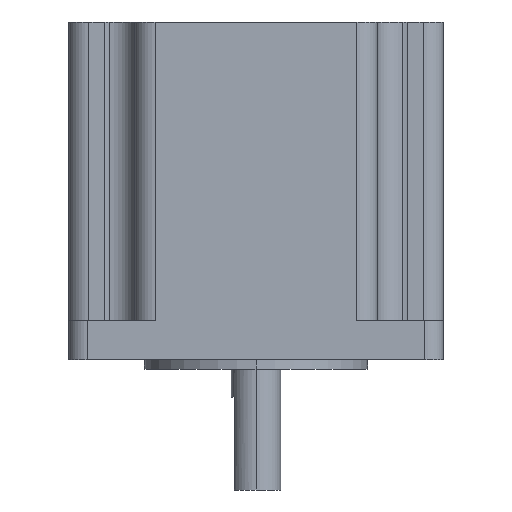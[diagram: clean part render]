
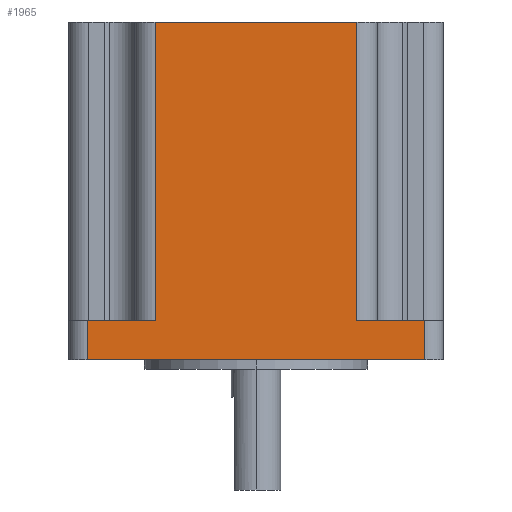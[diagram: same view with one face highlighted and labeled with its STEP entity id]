
A CAD part, left-side view. The second image highlights one B-rep face of the part: STEP entity #1965.
In plain terms, the highlighted planar face has unit normal (-1, 0, 0).
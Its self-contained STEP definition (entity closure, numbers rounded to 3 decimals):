
#176 = VERTEX_POINT ( 'NONE', #638 ) ;
#185 = VERTEX_POINT ( 'NONE', #519 ) ;
#194 = VERTEX_POINT ( 'NONE', #524 ) ;
#206 = VERTEX_POINT ( 'NONE', #580 ) ;
#216 = VERTEX_POINT ( 'NONE', #672 ) ;
#217 = VERTEX_POINT ( 'NONE', #680 ) ;
#254 = EDGE_LOOP ( 'NONE', ( #316, #314, #315, #313, #311, #312, #310, #308 ) ) ;
#308 = ORIENTED_EDGE ( 'NONE', *, *, #795, .T. ) ;
#310 = ORIENTED_EDGE ( 'NONE', *, *, #793, .F. ) ;
#311 = ORIENTED_EDGE ( 'NONE', *, *, #1569, .T. ) ;
#312 = ORIENTED_EDGE ( 'NONE', *, *, #1541, .F. ) ;
#313 = ORIENTED_EDGE ( 'NONE', *, *, #1528, .T. ) ;
#314 = ORIENTED_EDGE ( 'NONE', *, *, #790, .T. ) ;
#315 = ORIENTED_EDGE ( 'NONE', *, *, #792, .F. ) ;
#316 = ORIENTED_EDGE ( 'NONE', *, *, #791, .F. ) ;
#472 = VECTOR ( 'NONE', #1337, 1000. ) ;
#487 = VECTOR ( 'NONE', #555, 1000. ) ;
#491 = VECTOR ( 'NONE', #572, 1000. ) ;
#494 = VECTOR ( 'NONE', #570, 1000. ) ;
#498 = VECTOR ( 'NONE', #567, 1000. ) ;
#519 = CARTESIAN_POINT ( 'NONE',  ( -30.25, 16.275, 54.5 ) ) ;
#524 = CARTESIAN_POINT ( 'NONE',  ( -30.25, -16.275, 54.5 ) ) ;
#555 = DIRECTION ( 'NONE',  ( 0., 0., 1. ) ) ;
#567 = DIRECTION ( 'NONE',  ( 0., -1., 0. ) ) ;
#568 = CARTESIAN_POINT ( 'NONE',  ( -30.25, -19.575, 6.3 ) ) ;
#569 = CARTESIAN_POINT ( 'NONE',  ( -30.25, 27.25, 6.3 ) ) ;
#570 = DIRECTION ( 'NONE',  ( 0., -1., 0. ) ) ;
#572 = DIRECTION ( 'NONE',  ( 0., -1., 0. ) ) ;
#580 = CARTESIAN_POINT ( 'NONE',  ( -30.25, -27.25, 6.3 ) ) ;
#581 = DIRECTION ( 'NONE',  ( 0., 0., -1. ) ) ;
#585 = CARTESIAN_POINT ( 'NONE',  ( -30.25, 27.25, 54.5 ) ) ;
#595 = CARTESIAN_POINT ( 'NONE',  ( -30.25, -27.25, 0. ) ) ;
#609 = CARTESIAN_POINT ( 'NONE',  ( -30.25, 16.275, 54.5 ) ) ;
#622 = CARTESIAN_POINT ( 'NONE',  ( -30.25, -16.275, 54.5 ) ) ;
#638 = CARTESIAN_POINT ( 'NONE',  ( -30.25, 27.25, 0. ) ) ;
#666 = CARTESIAN_POINT ( 'NONE',  ( -30.25, 16.275, 6.3 ) ) ;
#672 = CARTESIAN_POINT ( 'NONE',  ( -30.25, 27.25, 6.3 ) ) ;
#680 = CARTESIAN_POINT ( 'NONE',  ( -30.25, -16.275, 6.3 ) ) ;
#714 = VERTEX_POINT ( 'NONE', #666 ) ;
#746 = VERTEX_POINT ( 'NONE', #595 ) ;
#790 = EDGE_CURVE ( 'NONE', #185, #714, #1162, .T. ) ;
#791 = EDGE_CURVE ( 'NONE', #185, #194, #1163, .T. ) ;
#792 = EDGE_CURVE ( 'NONE', #216, #714, #1164, .T. ) ;
#793 = EDGE_CURVE ( 'NONE', #217, #206, #1165, .T. ) ;
#795 = EDGE_CURVE ( 'NONE', #217, #194, #1167, .T. ) ;
#825 = DIRECTION ( 'NONE',  ( 0., 1., 0. ) ) ;
#826 = DIRECTION ( 'NONE',  ( 1., 0., 0. ) ) ;
#827 = CARTESIAN_POINT ( 'NONE',  ( -30.25, 27.25, 54.5 ) ) ;
#828 = PLANE ( 'NONE',  #1883 ) ;
#1162 = LINE ( 'NONE', #609, #1765 ) ;
#1163 = LINE ( 'NONE', #585, #491 ) ;
#1164 = LINE ( 'NONE', #569, #498 ) ;
#1165 = LINE ( 'NONE', #568, #494 ) ;
#1167 = LINE ( 'NONE', #622, #487 ) ;
#1183 = LINE ( 'NONE', #1488, #1826 ) ;
#1189 = LINE ( 'NONE', #1442, #1845 ) ;
#1201 = LINE ( 'NONE', #1339, #472 ) ;
#1337 = DIRECTION ( 'NONE',  ( 0., -1., 0. ) ) ;
#1339 = CARTESIAN_POINT ( 'NONE',  ( -30.25, 27.25, 0. ) ) ;
#1440 = DIRECTION ( 'NONE',  ( 0., 0., -1. ) ) ;
#1442 = CARTESIAN_POINT ( 'NONE',  ( -30.25, -27.25, 54.5 ) ) ;
#1486 = DIRECTION ( 'NONE',  ( 0., 0., -1. ) ) ;
#1488 = CARTESIAN_POINT ( 'NONE',  ( -30.25, 27.25, 54.5 ) ) ;
#1528 = EDGE_CURVE ( 'NONE', #216, #176, #1183, .T. ) ;
#1541 = EDGE_CURVE ( 'NONE', #206, #746, #1189, .T. ) ;
#1569 = EDGE_CURVE ( 'NONE', #176, #746, #1201, .T. ) ;
#1644 = FACE_OUTER_BOUND ( 'NONE', #254, .T. ) ;
#1765 = VECTOR ( 'NONE', #581, 1000. ) ;
#1826 = VECTOR ( 'NONE', #1486, 1000. ) ;
#1845 = VECTOR ( 'NONE', #1440, 1000. ) ;
#1883 = AXIS2_PLACEMENT_3D ( 'NONE', #827, #826, #825 ) ;
#1965 = ADVANCED_FACE ( 'NONE', ( #1644 ), #828, .F. ) ;
